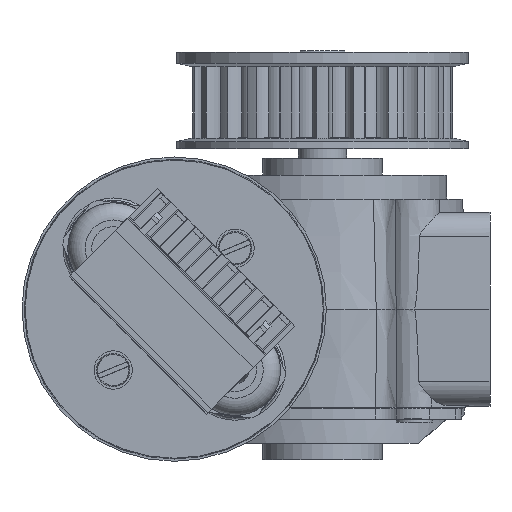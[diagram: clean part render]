
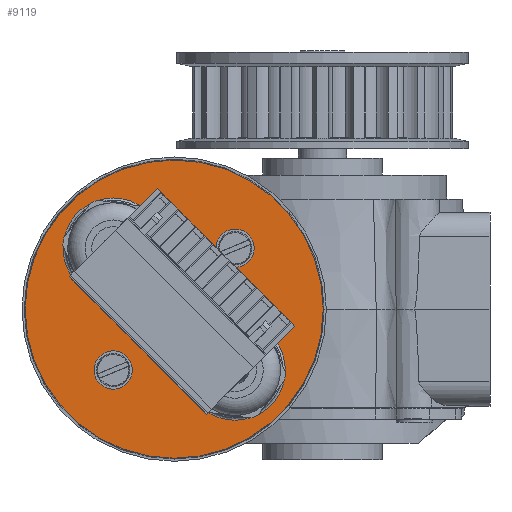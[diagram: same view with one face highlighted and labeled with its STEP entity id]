
A CAD part, left-side view. The second image highlights one B-rep face of the part: STEP entity #9119.
In plain terms, the highlighted planar face has unit normal (-1, 0, 0).
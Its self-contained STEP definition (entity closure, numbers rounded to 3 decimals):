
#5407=PLANE('',#20416);
#6155=FACE_BOUND('',#10728,.T.);
#6156=FACE_BOUND('',#10729,.T.);
#6157=FACE_BOUND('',#10730,.T.);
#6158=FACE_BOUND('',#10731,.T.);
#6159=FACE_BOUND('',#10732,.T.);
#6544=CIRCLE('',#20409,4.);
#6545=CIRCLE('',#20411,4.);
#6546=CIRCLE('',#20413,10.5);
#6547=CIRCLE('',#20414,31.151);
#6548=CIRCLE('',#20415,10.5);
#9119=ADVANCED_FACE('',(#6155,#6156,#6157,#6158,#6159),#5407,.F.);
#10728=EDGE_LOOP('',(#11875));
#10729=EDGE_LOOP('',(#11876));
#10730=EDGE_LOOP('',(#11877));
#10731=EDGE_LOOP('',(#11878));
#10732=EDGE_LOOP('',(#11879));
#11875=ORIENTED_EDGE('',*,*,#17213,.T.);
#11876=ORIENTED_EDGE('',*,*,#17212,.T.);
#11877=ORIENTED_EDGE('',*,*,#17211,.T.);
#11878=ORIENTED_EDGE('',*,*,#17214,.T.);
#11879=ORIENTED_EDGE('',*,*,#17215,.T.);
#15855=VERTEX_POINT('',#26783);
#15856=VERTEX_POINT('',#26786);
#15857=VERTEX_POINT('',#26789);
#15858=VERTEX_POINT('',#26791);
#15859=VERTEX_POINT('',#26793);
#17211=EDGE_CURVE('',#15855,#15855,#6544,.T.);
#17212=EDGE_CURVE('',#15856,#15856,#6545,.T.);
#17213=EDGE_CURVE('',#15857,#15857,#6546,.T.);
#17214=EDGE_CURVE('',#15858,#15858,#6547,.T.);
#17215=EDGE_CURVE('',#15859,#15859,#6548,.T.);
#20409=AXIS2_PLACEMENT_3D('',#26782,#22099,#22100);
#20411=AXIS2_PLACEMENT_3D('',#26785,#22103,#22104);
#20413=AXIS2_PLACEMENT_3D('',#26788,#22107,#22108);
#20414=AXIS2_PLACEMENT_3D('',#26790,#22109,#22110);
#20415=AXIS2_PLACEMENT_3D('',#26792,#22111,#22112);
#20416=AXIS2_PLACEMENT_3D('',#26794,#22113,#22114);
#22099=DIRECTION('',(1.,0.,0.));
#22100=DIRECTION('',(0.,0.707,-0.707));
#22103=DIRECTION('',(1.,0.,0.));
#22104=DIRECTION('',(0.,-0.707,0.707));
#22107=DIRECTION('',(1.,0.,0.));
#22108=DIRECTION('',(0.,0.,-1.));
#22109=DIRECTION('',(-1.,0.,0.));
#22110=DIRECTION('',(0.,0.,-1.));
#22111=DIRECTION('',(1.,0.,0.));
#22112=DIRECTION('',(0.,0.,-1.));
#22113=DIRECTION('',(1.,0.,0.));
#22114=DIRECTION('',(0.,0.707,0.707));
#26782=CARTESIAN_POINT('',(-201.,43.728,-40.728));
#26783=CARTESIAN_POINT('',(-201.,46.556,-43.556));
#26785=CARTESIAN_POINT('',(-201.,18.272,-15.272));
#26786=CARTESIAN_POINT('',(-201.,15.444,-12.444));
#26788=CARTESIAN_POINT('',(-201.,18.272,-40.728));
#26789=CARTESIAN_POINT('',(-201.,18.272,-51.228));
#26790=CARTESIAN_POINT('',(-201.,31.,-28.));
#26791=CARTESIAN_POINT('',(-201.,31.,-59.151));
#26792=CARTESIAN_POINT('',(-201.,43.728,-15.272));
#26793=CARTESIAN_POINT('',(-201.,43.728,-25.772));
#26794=CARTESIAN_POINT('',(-201.,31.,-28.));
